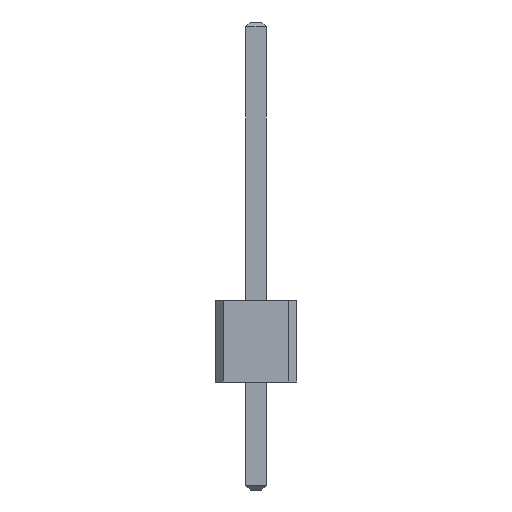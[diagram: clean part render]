
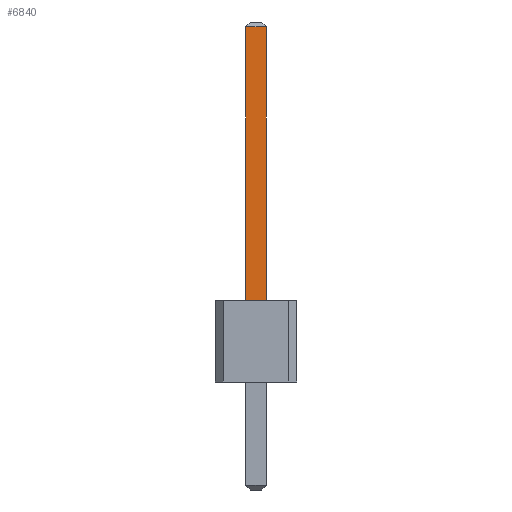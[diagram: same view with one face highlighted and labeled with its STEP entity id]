
A CAD part, front view. The second image highlights one B-rep face of the part: STEP entity #6840.
In plain terms, the highlighted face is planar.
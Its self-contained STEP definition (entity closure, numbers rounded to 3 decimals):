
#111 = PLANE('',#112);
#112 = AXIS2_PLACEMENT_3D('',#113,#114,#115);
#113 = CARTESIAN_POINT('',(-1.02,-1.25,2.5));
#114 = DIRECTION('',(0.,0.,-1.));
#115 = DIRECTION('',(-1.,0.,0.));
#3255 = VERTEX_POINT('',#3256);
#3256 = CARTESIAN_POINT('',(13.02,-0.32,2.5));
#3269 = PLANE('',#3270);
#3270 = AXIS2_PLACEMENT_3D('',#3271,#3272,#3273);
#3271 = CARTESIAN_POINT('',(12.38,-0.32,-3.3));
#3272 = DIRECTION('',(0.,1.,0.));
#3273 = DIRECTION('',(1.,0.,0.));
#3280 = EDGE_CURVE('',#3255,#3281,#3283,.T.);
#3281 = VERTEX_POINT('',#3282);
#3282 = CARTESIAN_POINT('',(13.02,0.32,2.5));
#3283 = SURFACE_CURVE('',#3284,(#3288,#3294),.PCURVE_S1.);
#3284 = LINE('',#3285,#3286);
#3285 = CARTESIAN_POINT('',(13.02,-0.785,2.5));
#3286 = VECTOR('',#3287,1.);
#3287 = DIRECTION('',(0.,1.,0.));
#3288 = PCURVE('',#111,#3289);
#3289 = DEFINITIONAL_REPRESENTATION('',(#3290),#3293);
#3290 = B_SPLINE_CURVE_WITH_KNOTS('',1,(#3291,#3292),.UNSPECIFIED.,.F.,
  .F.,(2,2),(0.401,1.169),.PIECEWISE_BEZIER_KNOTS.);
#3291 = CARTESIAN_POINT('',(-14.04,0.866));
#3292 = CARTESIAN_POINT('',(-14.04,1.634));
#3293 = ( GEOMETRIC_REPRESENTATION_CONTEXT(2) 
PARAMETRIC_REPRESENTATION_CONTEXT() REPRESENTATION_CONTEXT('2D SPACE',''
  ) );
#3294 = PCURVE('',#3295,#3300);
#3295 = PLANE('',#3296);
#3296 = AXIS2_PLACEMENT_3D('',#3297,#3298,#3299);
#3297 = CARTESIAN_POINT('',(13.02,-0.32,-3.3));
#3298 = DIRECTION('',(-1.,0.,0.));
#3299 = DIRECTION('',(0.,1.,0.));
#3300 = DEFINITIONAL_REPRESENTATION('',(#3301),#3304);
#3301 = B_SPLINE_CURVE_WITH_KNOTS('',1,(#3302,#3303),.UNSPECIFIED.,.F.,
  .F.,(2,2),(0.401,1.169),.PIECEWISE_BEZIER_KNOTS.);
#3302 = CARTESIAN_POINT('',(-0.064,-5.8));
#3303 = CARTESIAN_POINT('',(0.704,-5.8));
#3304 = ( GEOMETRIC_REPRESENTATION_CONTEXT(2) 
PARAMETRIC_REPRESENTATION_CONTEXT() REPRESENTATION_CONTEXT('2D SPACE',''
  ) );
#3321 = PLANE('',#3322);
#3322 = AXIS2_PLACEMENT_3D('',#3323,#3324,#3325);
#3323 = CARTESIAN_POINT('',(13.02,0.32,-3.3));
#3324 = DIRECTION('',(0.,-1.,0.));
#3325 = DIRECTION('',(-1.,0.,0.));
#6685 = VERTEX_POINT('',#6686);
#6686 = CARTESIAN_POINT('',(13.02,-0.32,10.85));
#6712 = EDGE_CURVE('',#3255,#6685,#6713,.T.);
#6713 = SURFACE_CURVE('',#6714,(#6718,#6725),.PCURVE_S1.);
#6714 = LINE('',#6715,#6716);
#6715 = CARTESIAN_POINT('',(13.02,-0.32,-3.3));
#6716 = VECTOR('',#6717,1.);
#6717 = DIRECTION('',(0.,0.,1.));
#6718 = PCURVE('',#3269,#6719);
#6719 = DEFINITIONAL_REPRESENTATION('',(#6720),#6724);
#6720 = LINE('',#6721,#6722);
#6721 = CARTESIAN_POINT('',(0.64,0.));
#6722 = VECTOR('',#6723,1.);
#6723 = DIRECTION('',(0.,-1.));
#6724 = ( GEOMETRIC_REPRESENTATION_CONTEXT(2) 
PARAMETRIC_REPRESENTATION_CONTEXT() REPRESENTATION_CONTEXT('2D SPACE',''
  ) );
#6725 = PCURVE('',#3295,#6726);
#6726 = DEFINITIONAL_REPRESENTATION('',(#6727),#6731);
#6727 = LINE('',#6728,#6729);
#6728 = CARTESIAN_POINT('',(0.,0.));
#6729 = VECTOR('',#6730,1.);
#6730 = DIRECTION('',(0.,-1.));
#6731 = ( GEOMETRIC_REPRESENTATION_CONTEXT(2) 
PARAMETRIC_REPRESENTATION_CONTEXT() REPRESENTATION_CONTEXT('2D SPACE',''
  ) );
#6791 = EDGE_CURVE('',#3281,#6792,#6794,.T.);
#6792 = VERTEX_POINT('',#6793);
#6793 = CARTESIAN_POINT('',(13.02,0.32,10.85));
#6794 = SURFACE_CURVE('',#6795,(#6799,#6806),.PCURVE_S1.);
#6795 = LINE('',#6796,#6797);
#6796 = CARTESIAN_POINT('',(13.02,0.32,-3.3));
#6797 = VECTOR('',#6798,1.);
#6798 = DIRECTION('',(0.,0.,1.));
#6799 = PCURVE('',#3321,#6800);
#6800 = DEFINITIONAL_REPRESENTATION('',(#6801),#6805);
#6801 = LINE('',#6802,#6803);
#6802 = CARTESIAN_POINT('',(0.,-0.));
#6803 = VECTOR('',#6804,1.);
#6804 = DIRECTION('',(0.,-1.));
#6805 = ( GEOMETRIC_REPRESENTATION_CONTEXT(2) 
PARAMETRIC_REPRESENTATION_CONTEXT() REPRESENTATION_CONTEXT('2D SPACE',''
  ) );
#6806 = PCURVE('',#3295,#6807);
#6807 = DEFINITIONAL_REPRESENTATION('',(#6808),#6812);
#6808 = LINE('',#6809,#6810);
#6809 = CARTESIAN_POINT('',(0.64,0.));
#6810 = VECTOR('',#6811,1.);
#6811 = DIRECTION('',(0.,-1.));
#6812 = ( GEOMETRIC_REPRESENTATION_CONTEXT(2) 
PARAMETRIC_REPRESENTATION_CONTEXT() REPRESENTATION_CONTEXT('2D SPACE',''
  ) );
#6840 = ADVANCED_FACE('',(#6841),#3295,.F.);
#6841 = FACE_BOUND('',#6842,.F.);
#6842 = EDGE_LOOP('',(#6843,#6844,#6845,#6871));
#6843 = ORIENTED_EDGE('',*,*,#3280,.F.);
#6844 = ORIENTED_EDGE('',*,*,#6712,.T.);
#6845 = ORIENTED_EDGE('',*,*,#6846,.T.);
#6846 = EDGE_CURVE('',#6685,#6792,#6847,.T.);
#6847 = SURFACE_CURVE('',#6848,(#6852,#6859),.PCURVE_S1.);
#6848 = LINE('',#6849,#6850);
#6849 = CARTESIAN_POINT('',(13.02,-0.32,10.85));
#6850 = VECTOR('',#6851,1.);
#6851 = DIRECTION('',(0.,1.,0.));
#6852 = PCURVE('',#3295,#6853);
#6853 = DEFINITIONAL_REPRESENTATION('',(#6854),#6858);
#6854 = LINE('',#6855,#6856);
#6855 = CARTESIAN_POINT('',(0.,-14.15));
#6856 = VECTOR('',#6857,1.);
#6857 = DIRECTION('',(1.,0.));
#6858 = ( GEOMETRIC_REPRESENTATION_CONTEXT(2) 
PARAMETRIC_REPRESENTATION_CONTEXT() REPRESENTATION_CONTEXT('2D SPACE',''
  ) );
#6859 = PCURVE('',#6860,#6865);
#6860 = PLANE('',#6861);
#6861 = AXIS2_PLACEMENT_3D('',#6862,#6863,#6864);
#6862 = CARTESIAN_POINT('',(12.945,-0.32,10.925));
#6863 = DIRECTION('',(0.707,0.,0.707)
  );
#6864 = DIRECTION('',(0.,-1.,0.));
#6865 = DEFINITIONAL_REPRESENTATION('',(#6866),#6870);
#6866 = LINE('',#6867,#6868);
#6867 = CARTESIAN_POINT('',(-0.,0.106));
#6868 = VECTOR('',#6869,1.);
#6869 = DIRECTION('',(-1.,0.));
#6870 = ( GEOMETRIC_REPRESENTATION_CONTEXT(2) 
PARAMETRIC_REPRESENTATION_CONTEXT() REPRESENTATION_CONTEXT('2D SPACE',''
  ) );
#6871 = ORIENTED_EDGE('',*,*,#6791,.F.);
